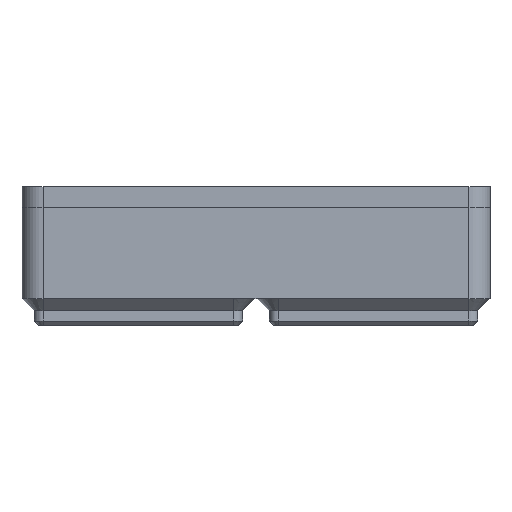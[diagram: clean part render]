
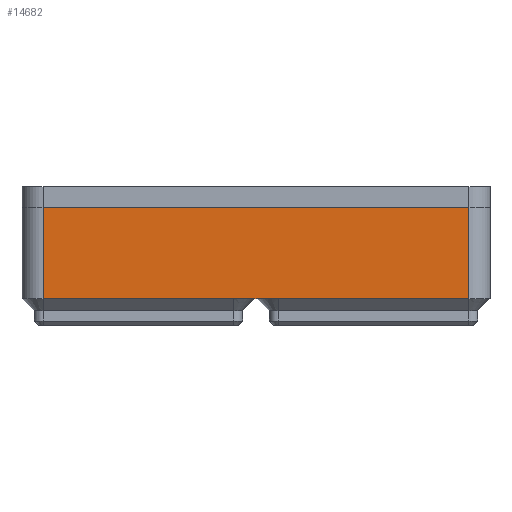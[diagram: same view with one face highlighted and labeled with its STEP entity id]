
A CAD part, left-side view. The second image highlights one B-rep face of the part: STEP entity #14682.
In plain terms, the highlighted planar face has unit normal (-1, 0, 0).
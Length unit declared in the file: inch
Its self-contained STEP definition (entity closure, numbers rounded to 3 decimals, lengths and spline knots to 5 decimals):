
#2186=FACE_OUTER_BOUND('',#3063,.T.);
#3063=EDGE_LOOP('',(#13449,#13450,#13451,#13452,#13453,#13454));
#4181=LINE('',#27655,#5484);
#4275=LINE('',#27919,#5578);
#4309=LINE('',#28009,#5612);
#4363=LINE('',#28196,#5666);
#4366=LINE('',#28206,#5669);
#4368=LINE('',#28209,#5671);
#5484=VECTOR('',#17236,0.3937);
#5578=VECTOR('',#17520,0.3937);
#5612=VECTOR('',#17616,0.3937);
#5666=VECTOR('',#17770,0.3937);
#5669=VECTOR('',#17783,0.3937);
#5671=VECTOR('',#17787,0.3937);
#6919=VERTEX_POINT('',#27647);
#6921=VERTEX_POINT('',#27653);
#6996=VERTEX_POINT('',#27917);
#7021=VERTEX_POINT('',#28007);
#7058=VERTEX_POINT('',#28188);
#7060=VERTEX_POINT('',#28194);
#8946=EDGE_CURVE('',#6919,#6921,#4181,.T.);
#9078=EDGE_CURVE('',#6921,#6996,#4275,.T.);
#9124=EDGE_CURVE('',#6996,#7021,#4309,.T.);
#9197=EDGE_CURVE('',#7060,#7058,#4363,.T.);
#9202=EDGE_CURVE('',#7058,#7021,#4366,.T.);
#9204=EDGE_CURVE('',#6919,#7060,#4368,.T.);
#13449=ORIENTED_EDGE('',*,*,#9202,.F.);
#13450=ORIENTED_EDGE('',*,*,#9197,.F.);
#13451=ORIENTED_EDGE('',*,*,#9204,.F.);
#13452=ORIENTED_EDGE('',*,*,#8946,.T.);
#13453=ORIENTED_EDGE('',*,*,#9078,.T.);
#13454=ORIENTED_EDGE('',*,*,#9124,.T.);
#13865=PLANE('',#15295);
#14682=ADVANCED_FACE('',(#2186),#13865,.T.);
#15295=AXIS2_PLACEMENT_3D('',#28208,#17785,#17786);
#17236=DIRECTION('',(0.,-1.,0.));
#17520=DIRECTION('',(0.,-1.,0.));
#17616=DIRECTION('',(0.,-1.,0.));
#17770=DIRECTION('',(0.,-1.,0.));
#17783=DIRECTION('',(0.,0.,-1.));
#17785=DIRECTION('center_axis',(-1.,0.,0.));
#17786=DIRECTION('ref_axis',(0.,-1.,0.));
#17787=DIRECTION('',(0.,0.,1.));
#27647=CARTESIAN_POINT('',(0.,3.13976,0.));
#27653=CARTESIAN_POINT('',(0.,1.80118,0.));
#27655=CARTESIAN_POINT('',(0.,3.2874,0.));
#27917=CARTESIAN_POINT('',(0.,1.48622,0.));
#27919=CARTESIAN_POINT('',(0.,3.2874,0.));
#28007=CARTESIAN_POINT('',(0.,0.14764,0.));
#28009=CARTESIAN_POINT('',(0.,3.2874,0.));
#28188=CARTESIAN_POINT('',(0.,0.14764,0.63976));
#28194=CARTESIAN_POINT('',(0.,3.13976,0.63976));
#28196=CARTESIAN_POINT('',(0.,3.2874,0.63976));
#28206=CARTESIAN_POINT('',(0.,0.14764,0.));
#28208=CARTESIAN_POINT('Origin',(0.,3.2874,0.));
#28209=CARTESIAN_POINT('',(0.,3.13976,0.));
